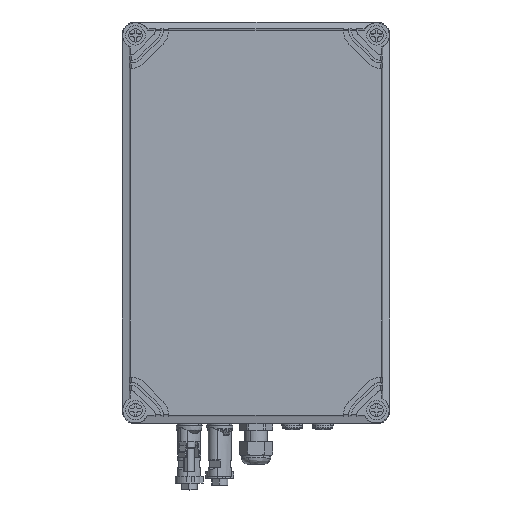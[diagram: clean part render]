
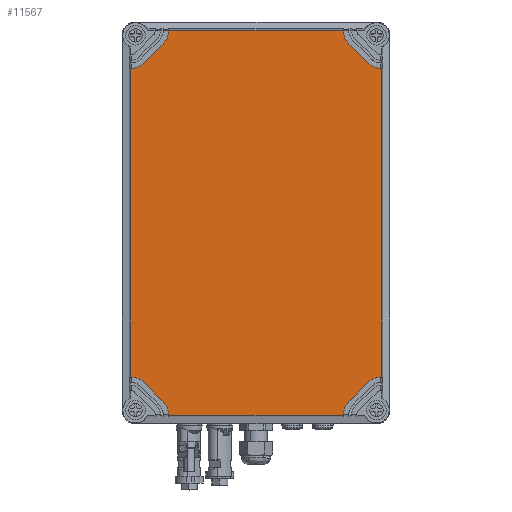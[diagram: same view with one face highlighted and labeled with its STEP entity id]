
A CAD part, top view. The second image highlights one B-rep face of the part: STEP entity #11567.
In plain terms, the highlighted planar face has unit normal (0, 0, 1).
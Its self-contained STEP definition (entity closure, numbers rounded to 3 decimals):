
#11463=AXIS2_PLACEMENT_3D('Plane Axis2P3D',#11460,#11461,#11462) ;
#11467=AXIS2_PLACEMENT_3D('Circle Axis2P3D',#11465,#11466,$) ;
#11481=AXIS2_PLACEMENT_3D('Circle Axis2P3D',#11479,#11480,$) ;
#11486=AXIS2_PLACEMENT_3D('Circle Axis2P3D',#11484,#11485,$) ;
#11500=AXIS2_PLACEMENT_3D('Circle Axis2P3D',#11498,#11499,$) ;
#11505=AXIS2_PLACEMENT_3D('Circle Axis2P3D',#11503,#11504,$) ;
#11519=AXIS2_PLACEMENT_3D('Circle Axis2P3D',#11517,#11518,$) ;
#11524=AXIS2_PLACEMENT_3D('Circle Axis2P3D',#11522,#11523,$) ;
#11538=AXIS2_PLACEMENT_3D('Circle Axis2P3D',#11536,#11537,$) ;
#8591=CARTESIAN_POINT('Vertex',(6.2,84.104,132.)) ;
#8594=CARTESIAN_POINT('Line Origine',(6.2,199.45,132.)) ;
#8598=CARTESIAN_POINT('Vertex',(6.2,314.796,132.)) ;
#8630=CARTESIAN_POINT('Vertex',(6.7,84.104,132.)) ;
#8633=CARTESIAN_POINT('Line Origine',(6.45,84.104,132.)) ;
#8964=CARTESIAN_POINT('Line Origine',(6.45,314.796,132.)) ;
#8968=CARTESIAN_POINT('Vertex',(6.7,314.796,132.)) ;
#9161=CARTESIAN_POINT('Vertex',(34.654,56.15,132.)) ;
#9168=CARTESIAN_POINT('Vertex',(34.654,55.65,132.)) ;
#9171=CARTESIAN_POINT('Line Origine',(34.654,55.9,132.)) ;
#9194=CARTESIAN_POINT('Vertex',(165.346,55.65,132.)) ;
#9197=CARTESIAN_POINT('Line Origine',(100.,55.65,132.)) ;
#9215=CARTESIAN_POINT('Line Origine',(165.346,55.9,132.)) ;
#9219=CARTESIAN_POINT('Vertex',(165.346,56.15,132.)) ;
#9657=CARTESIAN_POINT('Vertex',(193.8,84.104,132.)) ;
#9660=CARTESIAN_POINT('Line Origine',(193.55,84.104,132.)) ;
#9664=CARTESIAN_POINT('Vertex',(193.3,84.104,132.)) ;
#9690=CARTESIAN_POINT('Vertex',(193.8,314.796,132.)) ;
#9693=CARTESIAN_POINT('Line Origine',(193.8,199.45,132.)) ;
#9717=CARTESIAN_POINT('Vertex',(193.3,314.796,132.)) ;
#9720=CARTESIAN_POINT('Line Origine',(193.55,314.796,132.)) ;
#10133=CARTESIAN_POINT('Vertex',(165.346,342.75,132.)) ;
#10140=CARTESIAN_POINT('Vertex',(165.346,343.25,132.)) ;
#10143=CARTESIAN_POINT('Line Origine',(165.346,343.,132.)) ;
#10162=CARTESIAN_POINT('Line Origine',(100.,343.25,132.)) ;
#10166=CARTESIAN_POINT('Vertex',(34.654,343.25,132.)) ;
#10182=CARTESIAN_POINT('Line Origine',(34.654,343.,132.)) ;
#10186=CARTESIAN_POINT('Vertex',(34.654,342.75,132.)) ;
#11460=CARTESIAN_POINT('Axis2P3D Location',(100.,199.45,132.)) ;
#11465=CARTESIAN_POINT('Axis2P3D Location',(6.7,70.104,132.)) ;
#11469=CARTESIAN_POINT('Vertex',(16.599,80.003,132.)) ;
#11472=CARTESIAN_POINT('Line Origine',(23.576,73.026,132.)) ;
#11476=CARTESIAN_POINT('Vertex',(30.553,66.049,132.)) ;
#11479=CARTESIAN_POINT('Axis2P3D Location',(20.654,56.15,132.)) ;
#11484=CARTESIAN_POINT('Axis2P3D Location',(179.346,56.15,132.)) ;
#11488=CARTESIAN_POINT('Vertex',(169.447,66.049,132.)) ;
#11491=CARTESIAN_POINT('Line Origine',(176.424,73.026,132.)) ;
#11495=CARTESIAN_POINT('Vertex',(183.401,80.003,132.)) ;
#11498=CARTESIAN_POINT('Axis2P3D Location',(193.3,70.104,132.)) ;
#11503=CARTESIAN_POINT('Axis2P3D Location',(193.3,328.796,132.)) ;
#11507=CARTESIAN_POINT('Vertex',(183.401,318.897,132.)) ;
#11510=CARTESIAN_POINT('Line Origine',(176.424,325.874,132.)) ;
#11514=CARTESIAN_POINT('Vertex',(169.447,332.851,132.)) ;
#11517=CARTESIAN_POINT('Axis2P3D Location',(179.346,342.75,132.)) ;
#11522=CARTESIAN_POINT('Axis2P3D Location',(20.654,342.75,132.)) ;
#11526=CARTESIAN_POINT('Vertex',(30.553,332.851,132.)) ;
#11529=CARTESIAN_POINT('Line Origine',(23.576,325.874,132.)) ;
#11533=CARTESIAN_POINT('Vertex',(16.599,318.897,132.)) ;
#11536=CARTESIAN_POINT('Axis2P3D Location',(6.7,328.796,132.)) ;
#8595=DIRECTION('Vector Direction',(0.,-1.,0.)) ;
#8634=DIRECTION('Vector Direction',(-1.,0.,0.)) ;
#8965=DIRECTION('Vector Direction',(-1.,0.,0.)) ;
#9172=DIRECTION('Vector Direction',(0.,1.,0.)) ;
#9198=DIRECTION('Vector Direction',(1.,0.,0.)) ;
#9216=DIRECTION('Vector Direction',(0.,1.,0.)) ;
#9661=DIRECTION('Vector Direction',(-1.,0.,0.)) ;
#9694=DIRECTION('Vector Direction',(0.,-1.,0.)) ;
#9721=DIRECTION('Vector Direction',(-1.,0.,0.)) ;
#10144=DIRECTION('Vector Direction',(0.,1.,0.)) ;
#10163=DIRECTION('Vector Direction',(1.,0.,0.)) ;
#10183=DIRECTION('Vector Direction',(0.,1.,0.)) ;
#11461=DIRECTION('Axis2P3D Direction',(0.,0.,1.)) ;
#11462=DIRECTION('Axis2P3D XDirection',(0.,-1.,0.)) ;
#11466=DIRECTION('Axis2P3D Direction',(0.,0.,1.)) ;
#11473=DIRECTION('Vector Direction',(-0.707,0.707,0.)) ;
#11480=DIRECTION('Axis2P3D Direction',(0.,0.,1.)) ;
#11485=DIRECTION('Axis2P3D Direction',(0.,0.,1.)) ;
#11492=DIRECTION('Vector Direction',(0.707,0.707,0.)) ;
#11499=DIRECTION('Axis2P3D Direction',(0.,0.,1.)) ;
#11504=DIRECTION('Axis2P3D Direction',(0.,0.,1.)) ;
#11511=DIRECTION('Vector Direction',(0.707,-0.707,0.)) ;
#11518=DIRECTION('Axis2P3D Direction',(0.,0.,1.)) ;
#11523=DIRECTION('Axis2P3D Direction',(0.,0.,1.)) ;
#11530=DIRECTION('Vector Direction',(-0.707,-0.707,0.)) ;
#11537=DIRECTION('Axis2P3D Direction',(0.,0.,1.)) ;
#8596=VECTOR('Line Direction',#8595,1.) ;
#8635=VECTOR('Line Direction',#8634,1.) ;
#8966=VECTOR('Line Direction',#8965,1.) ;
#9173=VECTOR('Line Direction',#9172,1.) ;
#9199=VECTOR('Line Direction',#9198,1.) ;
#9217=VECTOR('Line Direction',#9216,1.) ;
#9662=VECTOR('Line Direction',#9661,1.) ;
#9695=VECTOR('Line Direction',#9694,1.) ;
#9722=VECTOR('Line Direction',#9721,1.) ;
#10145=VECTOR('Line Direction',#10144,1.) ;
#10164=VECTOR('Line Direction',#10163,1.) ;
#10184=VECTOR('Line Direction',#10183,1.) ;
#11474=VECTOR('Line Direction',#11473,1.) ;
#11493=VECTOR('Line Direction',#11492,1.) ;
#11512=VECTOR('Line Direction',#11511,1.) ;
#11531=VECTOR('Line Direction',#11530,1.) ;
#11542=ORIENTED_EDGE('',*,*,#8637,.F.) ;
#11543=ORIENTED_EDGE('',*,*,#11471,.T.) ;
#11544=ORIENTED_EDGE('',*,*,#11478,.F.) ;
#11545=ORIENTED_EDGE('',*,*,#11483,.F.) ;
#11546=ORIENTED_EDGE('',*,*,#9175,.F.) ;
#11547=ORIENTED_EDGE('',*,*,#9201,.F.) ;
#11548=ORIENTED_EDGE('',*,*,#9221,.T.) ;
#11549=ORIENTED_EDGE('',*,*,#11490,.T.) ;
#11550=ORIENTED_EDGE('',*,*,#11497,.T.) ;
#11551=ORIENTED_EDGE('',*,*,#11502,.F.) ;
#11552=ORIENTED_EDGE('',*,*,#9666,.T.) ;
#11553=ORIENTED_EDGE('',*,*,#9697,.T.) ;
#11554=ORIENTED_EDGE('',*,*,#9724,.F.) ;
#11555=ORIENTED_EDGE('',*,*,#11509,.T.) ;
#11556=ORIENTED_EDGE('',*,*,#11516,.F.) ;
#11557=ORIENTED_EDGE('',*,*,#11521,.F.) ;
#11558=ORIENTED_EDGE('',*,*,#10147,.F.) ;
#11559=ORIENTED_EDGE('',*,*,#10168,.T.) ;
#11560=ORIENTED_EDGE('',*,*,#10188,.T.) ;
#11561=ORIENTED_EDGE('',*,*,#11528,.T.) ;
#11562=ORIENTED_EDGE('',*,*,#11535,.T.) ;
#11563=ORIENTED_EDGE('',*,*,#11540,.F.) ;
#11564=ORIENTED_EDGE('',*,*,#8970,.T.) ;
#11565=ORIENTED_EDGE('',*,*,#8600,.F.) ;
#11567=ADVANCED_FACE('Hauptk\X2\00F6\X0\rper',(#11566),#11464,.T.) ;
#11468=CIRCLE('generated circle',#11467,14.) ;
#11482=CIRCLE('generated circle',#11481,14.) ;
#11487=CIRCLE('generated circle',#11486,14.) ;
#11501=CIRCLE('generated circle',#11500,14.) ;
#11506=CIRCLE('generated circle',#11505,14.) ;
#11520=CIRCLE('generated circle',#11519,14.) ;
#11525=CIRCLE('generated circle',#11524,14.) ;
#11539=CIRCLE('generated circle',#11538,14.) ;
#8600=EDGE_CURVE('',#8592,#8599,#8597,.F.) ;
#8637=EDGE_CURVE('',#8631,#8592,#8636,.T.) ;
#8970=EDGE_CURVE('',#8969,#8599,#8967,.T.) ;
#9175=EDGE_CURVE('',#9169,#9162,#9174,.T.) ;
#9201=EDGE_CURVE('',#9195,#9169,#9200,.F.) ;
#9221=EDGE_CURVE('',#9195,#9220,#9218,.T.) ;
#9666=EDGE_CURVE('',#9665,#9658,#9663,.F.) ;
#9697=EDGE_CURVE('',#9658,#9691,#9696,.F.) ;
#9724=EDGE_CURVE('',#9718,#9691,#9723,.F.) ;
#10147=EDGE_CURVE('',#10141,#10134,#10146,.F.) ;
#10168=EDGE_CURVE('',#10141,#10167,#10165,.F.) ;
#10188=EDGE_CURVE('',#10167,#10187,#10185,.F.) ;
#11471=EDGE_CURVE('',#8631,#11470,#11468,.F.) ;
#11478=EDGE_CURVE('',#11477,#11470,#11475,.T.) ;
#11483=EDGE_CURVE('',#9162,#11477,#11482,.T.) ;
#11490=EDGE_CURVE('',#9220,#11489,#11487,.F.) ;
#11497=EDGE_CURVE('',#11489,#11496,#11494,.T.) ;
#11502=EDGE_CURVE('',#9665,#11496,#11501,.T.) ;
#11509=EDGE_CURVE('',#9718,#11508,#11506,.F.) ;
#11516=EDGE_CURVE('',#11515,#11508,#11513,.T.) ;
#11521=EDGE_CURVE('',#10134,#11515,#11520,.T.) ;
#11528=EDGE_CURVE('',#10187,#11527,#11525,.F.) ;
#11535=EDGE_CURVE('',#11527,#11534,#11532,.T.) ;
#11540=EDGE_CURVE('',#8969,#11534,#11539,.T.) ;
#11541=EDGE_LOOP('',(#11542,#11543,#11544,#11545,#11546,#11547,#11548,#11549,#11550,#11551,#11552,#11553,#11554,#11555,#11556,#11557,#11558,#11559,#11560,#11561,#11562,#11563,#11564,#11565)) ;
#11566=FACE_OUTER_BOUND('',#11541,.T.) ;
#8597=LINE('Line',#8594,#8596) ;
#8636=LINE('Line',#8633,#8635) ;
#8967=LINE('Line',#8964,#8966) ;
#9174=LINE('Line',#9171,#9173) ;
#9200=LINE('Line',#9197,#9199) ;
#9218=LINE('Line',#9215,#9217) ;
#9663=LINE('Line',#9660,#9662) ;
#9696=LINE('Line',#9693,#9695) ;
#9723=LINE('Line',#9720,#9722) ;
#10146=LINE('Line',#10143,#10145) ;
#10165=LINE('Line',#10162,#10164) ;
#10185=LINE('Line',#10182,#10184) ;
#11475=LINE('Line',#11472,#11474) ;
#11494=LINE('Line',#11491,#11493) ;
#11513=LINE('Line',#11510,#11512) ;
#11532=LINE('Line',#11529,#11531) ;
#11464=PLANE('',#11463) ;
#8592=VERTEX_POINT('',#8591) ;
#8599=VERTEX_POINT('',#8598) ;
#8631=VERTEX_POINT('',#8630) ;
#8969=VERTEX_POINT('',#8968) ;
#9162=VERTEX_POINT('',#9161) ;
#9169=VERTEX_POINT('',#9168) ;
#9195=VERTEX_POINT('',#9194) ;
#9220=VERTEX_POINT('',#9219) ;
#9658=VERTEX_POINT('',#9657) ;
#9665=VERTEX_POINT('',#9664) ;
#9691=VERTEX_POINT('',#9690) ;
#9718=VERTEX_POINT('',#9717) ;
#10134=VERTEX_POINT('',#10133) ;
#10141=VERTEX_POINT('',#10140) ;
#10167=VERTEX_POINT('',#10166) ;
#10187=VERTEX_POINT('',#10186) ;
#11470=VERTEX_POINT('',#11469) ;
#11477=VERTEX_POINT('',#11476) ;
#11489=VERTEX_POINT('',#11488) ;
#11496=VERTEX_POINT('',#11495) ;
#11508=VERTEX_POINT('',#11507) ;
#11515=VERTEX_POINT('',#11514) ;
#11527=VERTEX_POINT('',#11526) ;
#11534=VERTEX_POINT('',#11533) ;
